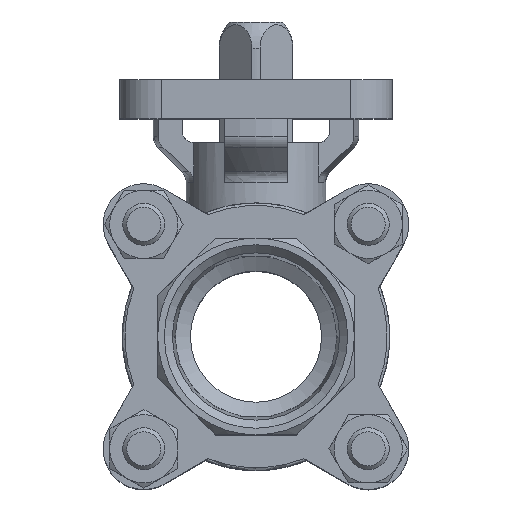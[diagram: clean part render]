
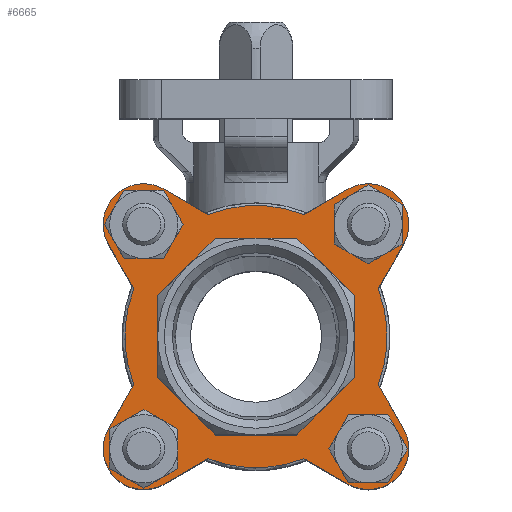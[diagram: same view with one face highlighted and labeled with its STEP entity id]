
A CAD part, top view. The second image highlights one B-rep face of the part: STEP entity #6665.
In plain terms, the highlighted planar face has unit normal (0, 0, 1).
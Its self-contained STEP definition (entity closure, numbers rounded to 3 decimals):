
#63=LINE('',#10372,#402);
#64=LINE('',#10376,#403);
#65=LINE('',#10380,#404);
#66=LINE('',#10384,#405);
#67=LINE('',#10388,#406);
#68=LINE('',#10392,#407);
#69=LINE('',#10396,#408);
#70=LINE('',#10400,#409);
#71=LINE('',#10403,#410);
#72=LINE('',#10406,#411);
#73=LINE('',#10408,#412);
#74=LINE('',#10410,#413);
#75=LINE('',#10412,#414);
#76=LINE('',#10414,#415);
#77=LINE('',#10416,#416);
#78=LINE('',#10418,#417);
#402=VECTOR('',#8078,1000.);
#403=VECTOR('',#8081,1000.);
#404=VECTOR('',#8084,1000.);
#405=VECTOR('',#8087,1000.);
#406=VECTOR('',#8090,1000.);
#407=VECTOR('',#8093,1000.);
#408=VECTOR('',#8096,1000.);
#409=VECTOR('',#8099,1000.);
#410=VECTOR('',#8102,1000.);
#411=VECTOR('',#8103,1000.);
#412=VECTOR('',#8104,1000.);
#413=VECTOR('',#8105,1000.);
#414=VECTOR('',#8106,1000.);
#415=VECTOR('',#8107,1000.);
#416=VECTOR('',#8108,1000.);
#417=VECTOR('',#8109,1000.);
#824=PLANE('',#7167);
#1056=CIRCLE('',#7168,25.);
#1057=CIRCLE('',#7169,7.75);
#1058=CIRCLE('',#7170,25.);
#1059=CIRCLE('',#7171,7.75);
#1060=CIRCLE('',#7172,25.);
#1061=CIRCLE('',#7173,7.75);
#1062=CIRCLE('',#7174,25.);
#1063=CIRCLE('',#7175,7.75);
#1064=CIRCLE('',#7176,6.25);
#1065=CIRCLE('',#7177,6.25);
#1066=CIRCLE('',#7178,6.25);
#1067=CIRCLE('',#7179,6.25);
#1535=ORIENTED_EDGE('',*,*,#3577,.F.);
#1536=ORIENTED_EDGE('',*,*,#3578,.T.);
#1537=ORIENTED_EDGE('',*,*,#3579,.T.);
#1538=ORIENTED_EDGE('',*,*,#3580,.T.);
#1539=ORIENTED_EDGE('',*,*,#3581,.F.);
#1540=ORIENTED_EDGE('',*,*,#3582,.T.);
#1541=ORIENTED_EDGE('',*,*,#3583,.T.);
#1542=ORIENTED_EDGE('',*,*,#3584,.T.);
#1543=ORIENTED_EDGE('',*,*,#3585,.F.);
#1544=ORIENTED_EDGE('',*,*,#3586,.T.);
#1545=ORIENTED_EDGE('',*,*,#3587,.T.);
#1546=ORIENTED_EDGE('',*,*,#3588,.T.);
#1547=ORIENTED_EDGE('',*,*,#3589,.F.);
#1548=ORIENTED_EDGE('',*,*,#3590,.T.);
#1549=ORIENTED_EDGE('',*,*,#3591,.T.);
#1550=ORIENTED_EDGE('',*,*,#3592,.T.);
#1551=ORIENTED_EDGE('',*,*,#3593,.F.);
#1552=ORIENTED_EDGE('',*,*,#3594,.F.);
#1553=ORIENTED_EDGE('',*,*,#3595,.F.);
#1554=ORIENTED_EDGE('',*,*,#3596,.F.);
#1555=ORIENTED_EDGE('',*,*,#3597,.F.);
#1556=ORIENTED_EDGE('',*,*,#3598,.F.);
#1557=ORIENTED_EDGE('',*,*,#3599,.F.);
#1558=ORIENTED_EDGE('',*,*,#3600,.F.);
#1559=ORIENTED_EDGE('',*,*,#3601,.F.);
#1560=ORIENTED_EDGE('',*,*,#3602,.F.);
#1561=ORIENTED_EDGE('',*,*,#3603,.F.);
#1562=ORIENTED_EDGE('',*,*,#3604,.F.);
#3577=EDGE_CURVE('',#4564,#4565,#1056,.T.);
#3578=EDGE_CURVE('',#4564,#4566,#63,.T.);
#3579=EDGE_CURVE('',#4566,#4567,#1057,.T.);
#3580=EDGE_CURVE('',#4567,#4568,#64,.T.);
#3581=EDGE_CURVE('',#4569,#4568,#1058,.T.);
#3582=EDGE_CURVE('',#4569,#4570,#65,.T.);
#3583=EDGE_CURVE('',#4570,#4571,#1059,.T.);
#3584=EDGE_CURVE('',#4571,#4572,#66,.T.);
#3585=EDGE_CURVE('',#4573,#4572,#1060,.T.);
#3586=EDGE_CURVE('',#4573,#4574,#67,.T.);
#3587=EDGE_CURVE('',#4574,#4575,#1061,.T.);
#3588=EDGE_CURVE('',#4575,#4576,#68,.T.);
#3589=EDGE_CURVE('',#4577,#4576,#1062,.T.);
#3590=EDGE_CURVE('',#4577,#4578,#69,.T.);
#3591=EDGE_CURVE('',#4578,#4579,#1063,.T.);
#3592=EDGE_CURVE('',#4579,#4565,#70,.T.);
#3593=EDGE_CURVE('',#4580,#4580,#1064,.F.);
#3594=EDGE_CURVE('',#4581,#4582,#71,.T.);
#3595=EDGE_CURVE('',#4583,#4581,#72,.T.);
#3596=EDGE_CURVE('',#4584,#4583,#73,.T.);
#3597=EDGE_CURVE('',#4585,#4584,#74,.T.);
#3598=EDGE_CURVE('',#4586,#4585,#75,.T.);
#3599=EDGE_CURVE('',#4587,#4586,#76,.T.);
#3600=EDGE_CURVE('',#4588,#4587,#77,.T.);
#3601=EDGE_CURVE('',#4582,#4588,#78,.T.);
#3602=EDGE_CURVE('',#4589,#4589,#1065,.F.);
#3603=EDGE_CURVE('',#4590,#4590,#1066,.F.);
#3604=EDGE_CURVE('',#4591,#4591,#1067,.F.);
#4564=VERTEX_POINT('',#10370);
#4565=VERTEX_POINT('',#10371);
#4566=VERTEX_POINT('',#10373);
#4567=VERTEX_POINT('',#10375);
#4568=VERTEX_POINT('',#10377);
#4569=VERTEX_POINT('',#10379);
#4570=VERTEX_POINT('',#10381);
#4571=VERTEX_POINT('',#10383);
#4572=VERTEX_POINT('',#10385);
#4573=VERTEX_POINT('',#10387);
#4574=VERTEX_POINT('',#10389);
#4575=VERTEX_POINT('',#10391);
#4576=VERTEX_POINT('',#10393);
#4577=VERTEX_POINT('',#10395);
#4578=VERTEX_POINT('',#10397);
#4579=VERTEX_POINT('',#10399);
#4580=VERTEX_POINT('',#10402);
#4581=VERTEX_POINT('',#10404);
#4582=VERTEX_POINT('',#10405);
#4583=VERTEX_POINT('',#10407);
#4584=VERTEX_POINT('',#10409);
#4585=VERTEX_POINT('',#10411);
#4586=VERTEX_POINT('',#10413);
#4587=VERTEX_POINT('',#10415);
#4588=VERTEX_POINT('',#10417);
#4589=VERTEX_POINT('',#10420);
#4590=VERTEX_POINT('',#10422);
#4591=VERTEX_POINT('',#10424);
#5509=EDGE_LOOP('',(#1535,#1536,#1537,#1538,#1539,#1540,#1541,#1542,#1543,
#1544,#1545,#1546,#1547,#1548,#1549,#1550));
#5510=EDGE_LOOP('',(#1551));
#5511=EDGE_LOOP('',(#1552,#1553,#1554,#1555,#1556,#1557,#1558,#1559));
#5512=EDGE_LOOP('',(#1560));
#5513=EDGE_LOOP('',(#1561));
#5514=EDGE_LOOP('',(#1562));
#6026=FACE_BOUND('',#5509,.T.);
#6027=FACE_BOUND('',#5510,.T.);
#6028=FACE_BOUND('',#5511,.T.);
#6029=FACE_BOUND('',#5512,.T.);
#6030=FACE_BOUND('',#5513,.T.);
#6031=FACE_BOUND('',#5514,.T.);
#6665=ADVANCED_FACE('',(#6026,#6027,#6028,#6029,#6030,#6031),#824,.F.);
#7167=AXIS2_PLACEMENT_3D('',#10368,#8074,#8075);
#7168=AXIS2_PLACEMENT_3D('',#10369,#8076,#8077);
#7169=AXIS2_PLACEMENT_3D('',#10374,#8079,#8080);
#7170=AXIS2_PLACEMENT_3D('',#10378,#8082,#8083);
#7171=AXIS2_PLACEMENT_3D('',#10382,#8085,#8086);
#7172=AXIS2_PLACEMENT_3D('',#10386,#8088,#8089);
#7173=AXIS2_PLACEMENT_3D('',#10390,#8091,#8092);
#7174=AXIS2_PLACEMENT_3D('',#10394,#8094,#8095);
#7175=AXIS2_PLACEMENT_3D('',#10398,#8097,#8098);
#7176=AXIS2_PLACEMENT_3D('',#10401,#8100,#8101);
#7177=AXIS2_PLACEMENT_3D('',#10419,#8110,#8111);
#7178=AXIS2_PLACEMENT_3D('',#10421,#8112,#8113);
#7179=AXIS2_PLACEMENT_3D('',#10423,#8114,#8115);
#8074=DIRECTION('',(0.,0.,-1.));
#8075=DIRECTION('',(-1.,0.,0.));
#8076=DIRECTION('',(0.,0.,-1.));
#8077=DIRECTION('',(-1.,0.,0.));
#8078=DIRECTION('',(-0.866,0.5,0.));
#8079=DIRECTION('',(0.,0.,1.));
#8080=DIRECTION('',(1.,0.,0.));
#8081=DIRECTION('',(0.5,-0.866,0.));
#8082=DIRECTION('',(0.,0.,-1.));
#8083=DIRECTION('',(-1.,0.,0.));
#8084=DIRECTION('',(-0.5,-0.866,0.));
#8085=DIRECTION('',(0.,0.,1.));
#8086=DIRECTION('',(1.,0.,0.));
#8087=DIRECTION('',(0.866,0.5,0.));
#8088=DIRECTION('',(0.,0.,-1.));
#8089=DIRECTION('',(-1.,0.,0.));
#8090=DIRECTION('',(0.866,-0.5,0.));
#8091=DIRECTION('',(0.,0.,1.));
#8092=DIRECTION('',(1.,0.,0.));
#8093=DIRECTION('',(-0.5,0.866,0.));
#8094=DIRECTION('',(0.,0.,-1.));
#8095=DIRECTION('',(-1.,0.,0.));
#8096=DIRECTION('',(0.5,0.866,0.));
#8097=DIRECTION('',(0.,0.,1.));
#8098=DIRECTION('',(1.,0.,0.));
#8099=DIRECTION('',(-0.866,-0.5,0.));
#8100=DIRECTION('',(0.,0.,-1.));
#8101=DIRECTION('',(-1.,0.,0.));
#8102=DIRECTION('',(0.,-1.,0.));
#8103=DIRECTION('',(-0.707,-0.707,0.));
#8104=DIRECTION('',(-1.,0.,0.));
#8105=DIRECTION('',(-0.707,0.707,0.));
#8106=DIRECTION('',(0.,1.,0.));
#8107=DIRECTION('',(0.707,0.707,0.));
#8108=DIRECTION('',(1.,0.,0.));
#8109=DIRECTION('',(0.707,-0.707,0.));
#8110=DIRECTION('',(0.,0.,-1.));
#8111=DIRECTION('',(-1.,0.,0.));
#8112=DIRECTION('',(0.,0.,-1.));
#8113=DIRECTION('',(-1.,0.,0.));
#8114=DIRECTION('',(0.,0.,-1.));
#8115=DIRECTION('',(-1.,0.,0.));
#10368=CARTESIAN_POINT('',(0.,0.,25.7));
#10369=CARTESIAN_POINT('',(0.,0.,25.7));
#10370=CARTESIAN_POINT('',(-9.143,23.268,25.7));
#10371=CARTESIAN_POINT('',(9.143,23.268,25.7));
#10372=CARTESIAN_POINT('',(0.,17.989,25.7));
#10373=CARTESIAN_POINT('',(-17.515,28.102,25.7));
#10374=CARTESIAN_POINT('',(-21.39,21.39,25.7));
#10375=CARTESIAN_POINT('',(-28.102,17.515,25.7));
#10376=CARTESIAN_POINT('',(-28.102,17.515,25.7));
#10377=CARTESIAN_POINT('',(-23.268,9.143,25.7));
#10378=CARTESIAN_POINT('',(0.,0.,25.7));
#10379=CARTESIAN_POINT('',(-23.268,-9.143,25.7));
#10380=CARTESIAN_POINT('',(-17.989,0.,25.7));
#10381=CARTESIAN_POINT('',(-28.102,-17.515,25.7));
#10382=CARTESIAN_POINT('',(-21.39,-21.39,25.7));
#10383=CARTESIAN_POINT('',(-17.515,-28.102,25.7));
#10384=CARTESIAN_POINT('',(-17.515,-28.102,25.7));
#10385=CARTESIAN_POINT('',(-9.143,-23.268,25.7));
#10386=CARTESIAN_POINT('',(0.,0.,25.7));
#10387=CARTESIAN_POINT('',(9.143,-23.268,25.7));
#10388=CARTESIAN_POINT('',(0.,-17.989,25.7));
#10389=CARTESIAN_POINT('',(17.515,-28.102,25.7));
#10390=CARTESIAN_POINT('',(21.39,-21.39,25.7));
#10391=CARTESIAN_POINT('',(28.102,-17.515,25.7));
#10392=CARTESIAN_POINT('',(28.102,-17.515,25.7));
#10393=CARTESIAN_POINT('',(23.268,-9.143,25.7));
#10394=CARTESIAN_POINT('',(0.,0.,25.7));
#10395=CARTESIAN_POINT('',(23.268,9.143,25.7));
#10396=CARTESIAN_POINT('',(17.989,0.,25.7));
#10397=CARTESIAN_POINT('',(28.102,17.515,25.7));
#10398=CARTESIAN_POINT('',(21.39,21.39,25.7));
#10399=CARTESIAN_POINT('',(17.515,28.102,25.7));
#10400=CARTESIAN_POINT('',(17.515,28.102,25.7));
#10401=CARTESIAN_POINT('',(-21.39,21.39,25.7));
#10402=CARTESIAN_POINT('',(-27.64,21.39,25.7));
#10403=CARTESIAN_POINT('',(-18.75,0.,25.7));
#10404=CARTESIAN_POINT('',(-18.75,7.767,25.7));
#10405=CARTESIAN_POINT('',(-18.75,-7.767,25.7));
#10406=CARTESIAN_POINT('',(-13.258,13.258,25.7));
#10407=CARTESIAN_POINT('',(-7.767,18.75,25.7));
#10408=CARTESIAN_POINT('',(0.,18.75,25.7));
#10409=CARTESIAN_POINT('',(7.767,18.75,25.7));
#10410=CARTESIAN_POINT('',(13.258,13.258,25.7));
#10411=CARTESIAN_POINT('',(18.75,7.767,25.7));
#10412=CARTESIAN_POINT('',(18.75,0.,25.7));
#10413=CARTESIAN_POINT('',(18.75,-7.767,25.7));
#10414=CARTESIAN_POINT('',(13.258,-13.258,25.7));
#10415=CARTESIAN_POINT('',(7.767,-18.75,25.7));
#10416=CARTESIAN_POINT('',(0.,-18.75,25.7));
#10417=CARTESIAN_POINT('',(-7.767,-18.75,25.7));
#10418=CARTESIAN_POINT('',(-13.258,-13.258,25.7));
#10419=CARTESIAN_POINT('',(-21.39,-21.39,25.7));
#10420=CARTESIAN_POINT('',(-27.64,-21.39,25.7));
#10421=CARTESIAN_POINT('',(21.39,-21.39,25.7));
#10422=CARTESIAN_POINT('',(15.14,-21.39,25.7));
#10423=CARTESIAN_POINT('',(21.39,21.39,25.7));
#10424=CARTESIAN_POINT('',(15.14,21.39,25.7));
